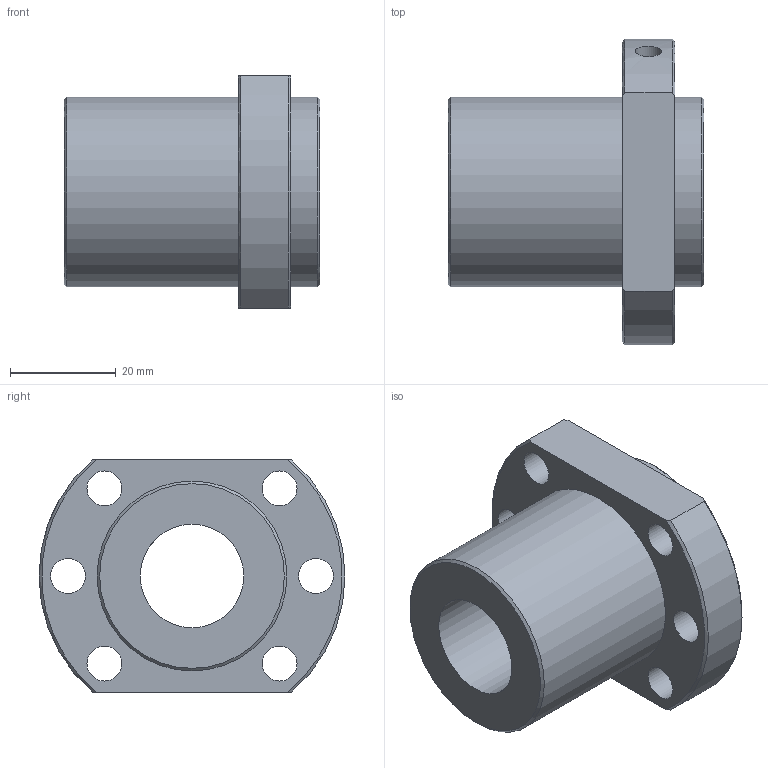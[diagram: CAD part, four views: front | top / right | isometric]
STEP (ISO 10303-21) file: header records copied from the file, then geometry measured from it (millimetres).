
FILE_DESCRIPTION (( 'STEP AP203' ), '1' );
FILE_NAME ('SDK2005.step', '2021-06-30T09:35:20', ( '' ), ( '' ), 'SwSTEP 2.0', 'SolidWorks 2020', '' );
FILE_SCHEMA (( 'CONFIG_CONTROL_DESIGN' ));
Length unit declared in the file: millimetre
Products named in the file (1): SDK2005
Bounding box: 48.5 x 58 x 44 mm (x, y, z)
Volume: 44869.9 mm3; surface area: 14022.2 mm2
Topology: 1 solids, 1 shells, 24 faces, 65 edges, 45 vertices
Faces by surface type: cylinder 12, plane 6, cone 6
Full cylindrical faces by diameter (mm): 5 x1, 6.6 x6, 19.6 x1, 36 x2
Entity records: 887 total; most frequent: CARTESIAN_POINT 253, DIRECTION 114, ORIENTED_EDGE 92, EDGE_LOOP 54, AXIS2_PLACEMENT_3D 53, EDGE_CURVE 46, VERTEX_POINT 38, FACE_OUTER_BOUND 34
